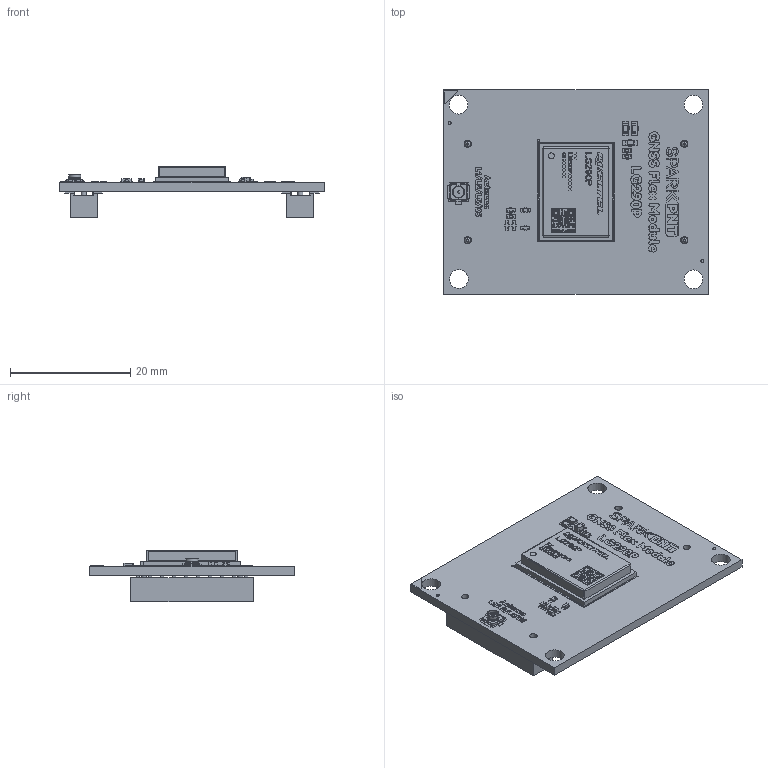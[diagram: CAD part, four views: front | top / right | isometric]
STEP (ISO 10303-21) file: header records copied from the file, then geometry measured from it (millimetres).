
FILE_DESCRIPTION(('KiCad electronic assembly'),'2;1');
FILE_NAME('SparkFun_GNSS_Flex_Module_LG290P.step','2025-04-22T12:51:53', ('Pcbnew'),('Kicad'),'Open CASCADE STEP processor 7.8', 'KiCad to STEP converter','Unknown');
FILE_SCHEMA(('AUTOMOTIVE_DESIGN { 1 0 10303 214 1 1 1 1 }'));
Length unit declared in the file: millimetre
Products named in the file (15): SparkFun_GNSS_Flex_Module_LG290P 1; C_0603_1608Metric; C_0402_1005Metric; R_0402_1005Metric; LG290P; LG290P-PCB; LG290P-COVER; R_0603_1608Metric; U.FL; 2x10_2.0mm_Socket_SMD_Pegs-1.0mm_22815; 05X02_PW62; FH20_2XNP_H40_W45_U_DZ; SparkFun_GNSS_Flex_Module_LG290P_pad; SparkFun_GNSS_Flex_Module_LG290P_silkscreen; SparkFun_GNSS_Flex_Module_LG290P_PCB
Assembly tree (41 placements, depth 3):
  SparkFun_GNSS_Flex_Module_LG290P 1
    C_0603_1608Metric
    C_0402_1005Metric  x7
    R_0402_1005Metric
    LG290P
      LG290P-PCB
      LG290P-COVER
    R_0603_1608Metric  x2
    U.FL
    2x10_2.0mm_Socket_SMD_Pegs-1.0mm_22815  x2
      05X02_PW62
      FH20_2XNP_H40_W45_U_DZ
    SparkFun_GNSS_Flex_Module_LG290P_pad
    SparkFun_GNSS_Flex_Module_LG290P_silkscreen
    SparkFun_GNSS_Flex_Module_LG290P_PCB
Bounding box: 44 x 34 x 8.58 mm (x, y, z)
Volume: 2879.3 mm3; surface area: 6447.3 mm2
Topology: 205 solids, 313 shells, 3881 faces, 12087 edges, 8895 vertices
Faces by surface type: plane 3431, cylinder 417, bspline 21, revolution 8, cone 3, sphere 1
Full cylindrical faces by diameter (mm): 0.4 x1, 0.5 x4, 0.85 x4, 1 x3, 1.2 x4, 1.8 x1, 1.92 x1, 2 x2, 3.1 x4
Entity records: 116280 total; most frequent: CARTESIAN_POINT 20584, ORIENTED_EDGE 16731, DIRECTION 16238, EDGE_CURVE 9728, LINE 9080, VECTOR 9080, VERTEX_POINT 7357, AXIS2_PLACEMENT_3D 3577
